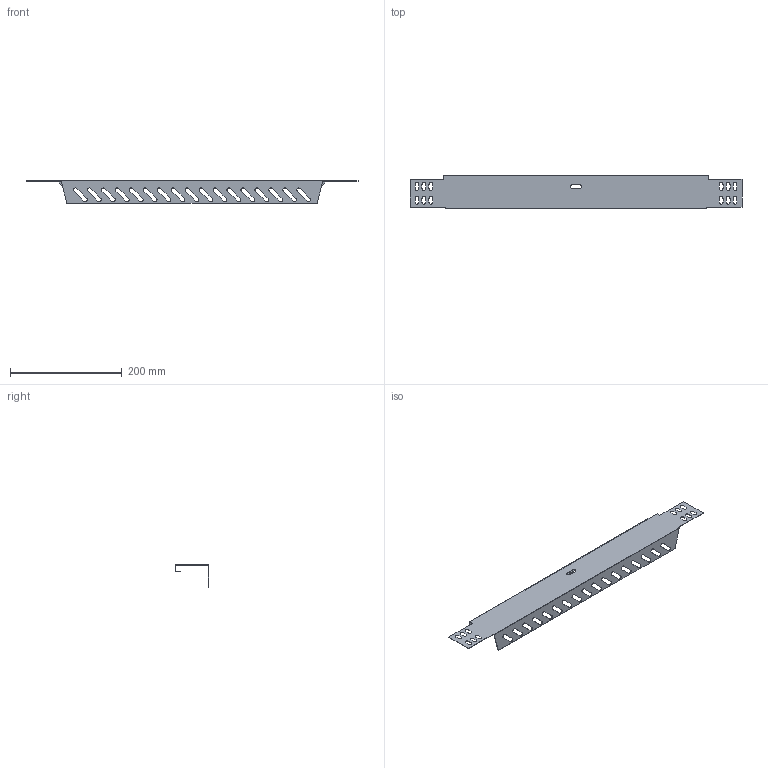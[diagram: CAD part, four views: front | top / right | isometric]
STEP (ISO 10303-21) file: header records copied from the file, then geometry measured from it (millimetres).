
FILE_DESCRIPTION (( 'STEP AP214' ), '1' );
FILE_NAME ('7109619.stp', '2018-10-02T14:12:20', ( '' ), ( '' ), 'SwSTEP 2.0', 'SolidWorks 2018', '' );
FILE_SCHEMA (( 'AUTOMOTIVE_DESIGN' ));
Length unit declared in the file: millimetre
Products named in the file (1): 7109619
Bounding box: 595 x 59.4 x 40 mm (x, y, z)
Volume: 39545.6 mm3; surface area: 115153.1 mm2
Topology: 1 solids, 1 shells, 172 faces, 510 edges, 340 vertices
Faces by surface type: plane 90, cylinder 78, bspline 4
Entity records: 6088 total; most frequent: CARTESIAN_POINT 1227, ORIENTED_EDGE 1020, DIRECTION 980, EDGE_CURVE 510, VERTEX_POINT 340, LINE 330, VECTOR 330, AXIS2_PLACEMENT_3D 325
